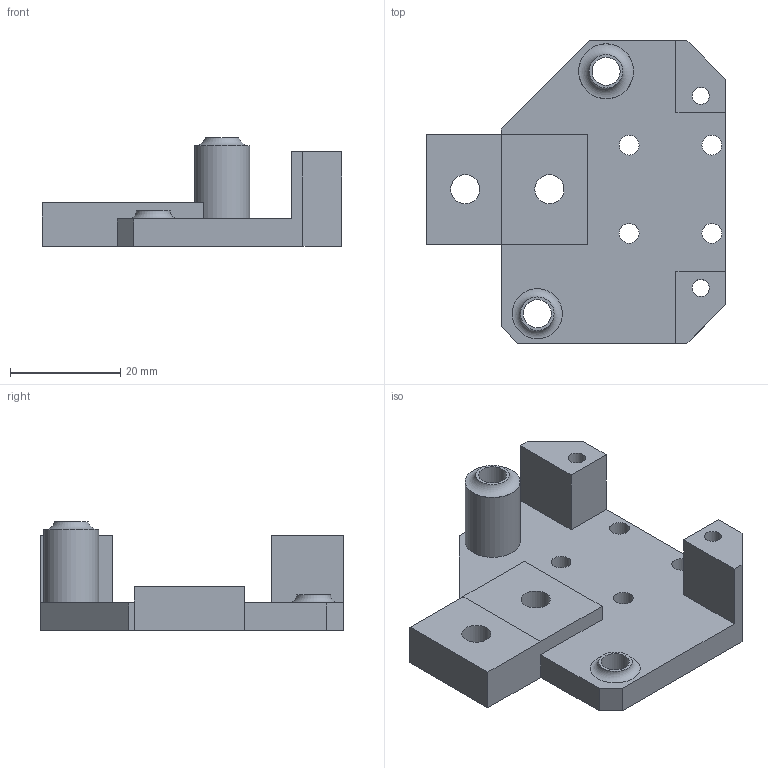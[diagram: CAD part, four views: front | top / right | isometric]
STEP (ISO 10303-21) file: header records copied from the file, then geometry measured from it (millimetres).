
FILE_DESCRIPTION(/* description */ (''),/* implementation_level */ '2;1');
FILE_NAME(/* name */ 'Right_Y_Carriage_Bottom.step',/* time_stamp */ '2022-04-09T10:17:42-06:00',/* author */ (''),/* organization */ (''),/* preprocessor_version */ 'ST-DEVELOPER v18.1',/* originating_system */ 'Autodesk Translation Framework v10.14.0.1471',/* authorisation */ '');
FILE_SCHEMA (('AUTOMOTIVE_DESIGN { 1 0 10303 214 3 1 1 }'));
Length unit declared in the file: millimetre
Products named in the file (1): Right_Y_Carriage_Bottom
Bounding box: 54.3 x 54.9 x 19.79 mm (x, y, z)
Volume: 14972.4 mm3; surface area: 8429.8 mm2
Topology: 1 solids, 1 shells, 48 faces, 123 edges, 82 vertices
Faces by surface type: plane 33, cylinder 13, torus 2
Full cylindrical faces by diameter (mm): 3.1 x2, 3.6 x4, 5.1 x2, 5.3 x2, 10 x1, 11 x2
Entity records: 1539 total; most frequent: CARTESIAN_POINT 254, DIRECTION 253, ORIENTED_EDGE 246, EDGE_CURVE 123, LINE 91, VECTOR 91, VERTEX_POINT 82, AXIS2_PLACEMENT_3D 81
